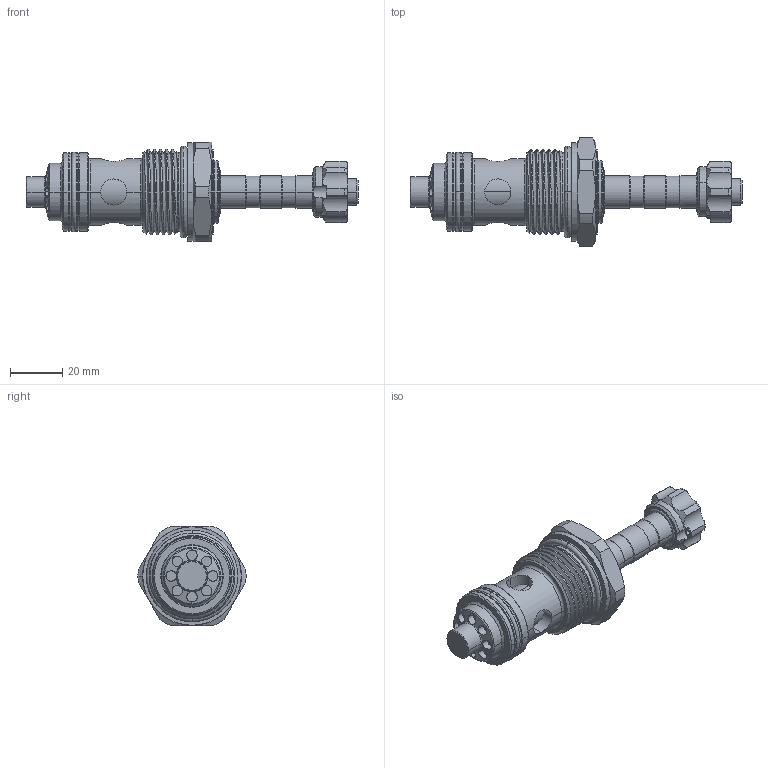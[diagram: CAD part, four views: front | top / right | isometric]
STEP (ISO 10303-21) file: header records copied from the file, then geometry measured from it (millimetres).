
FILE_DESCRIPTION (( 'STEP AP203' ), '1' );
FILE_NAME ('EP21E2A11M05.STEP', '2016-08-30T03:05:07', ( '' ), ( '' ), 'SwSTEP 2.0', 'SolidWorks 2012', '' );
FILE_SCHEMA (( 'CONFIG_CONTROL_DESIGN' ));
Length unit declared in the file: millimetre
Products named in the file (1): EP21E2A11M05
Bounding box: 127.4 x 41.5 x 38 mm (x, y, z)
Volume: 54464.7 mm3; surface area: 16792.3 mm2
Topology: 3 solids, 4 shells, 291 faces, 699 edges, 434 vertices
Faces by surface type: cylinder 137, cone 67, torus 42, plane 41, bspline 4
Entity records: 15306 total; most frequent: CARTESIAN_POINT 8583, DIRECTION 1425, ORIENTED_EDGE 1398, EDGE_CURVE 699, AXIS2_PLACEMENT_3D 616, VERTEX_POINT 434, CIRCLE 328, EDGE_LOOP 317
